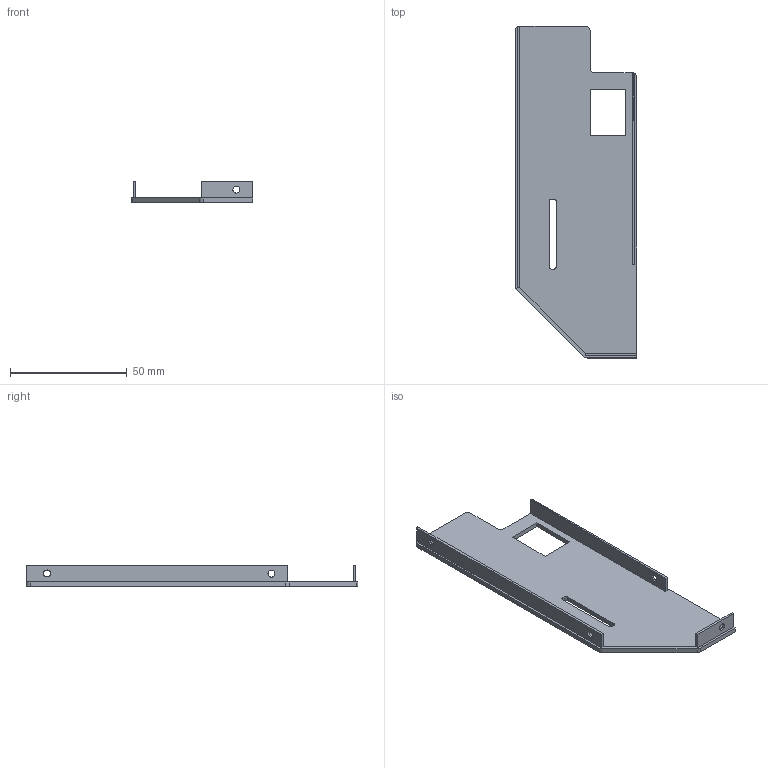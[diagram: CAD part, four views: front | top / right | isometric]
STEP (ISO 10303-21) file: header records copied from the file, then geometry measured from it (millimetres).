
FILE_DESCRIPTION(/* description */ (''),/* implementation_level */ '2;1');
FILE_NAME(/* name */ 'right-bottom.step',/* time_stamp */ '2023-01-13T13:55:58+08:00',/* author */ (''),/* organization */ (''),/* preprocessor_version */ 'ST-DEVELOPER v19.2',/* originating_system */ 'Autodesk Translation Framework v11.17.0.187',/* authorisation */ '');
FILE_SCHEMA (('AUTOMOTIVE_DESIGN { 1 0 10303 214 3 1 1 }'));
Length unit declared in the file: millimetre
Products named in the file (1): bottom
Bounding box: 52 x 142.01 x 9 mm (x, y, z)
Volume: 13768.8 mm3; surface area: 16940.5 mm2
Topology: 1 solids, 1 shells, 49 faces, 135 edges, 88 vertices
Faces by surface type: plane 34, cylinder 14, cone 1
Full cylindrical faces by diameter (mm): 3 x4
Entity records: 1609 total; most frequent: CARTESIAN_POINT 273, ORIENTED_EDGE 270, DIRECTION 266, EDGE_CURVE 135, LINE 104, VECTOR 104, VERTEX_POINT 88, AXIS2_PLACEMENT_3D 81
